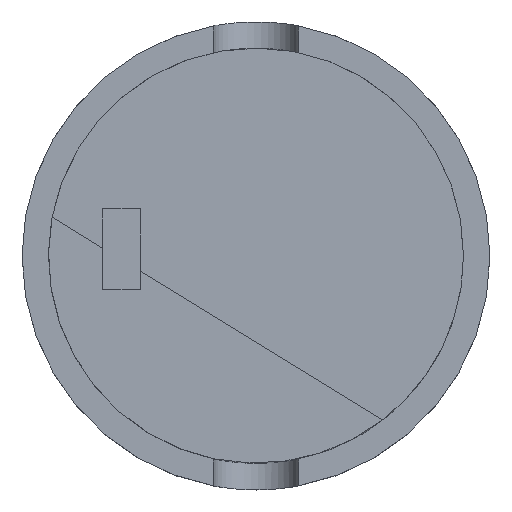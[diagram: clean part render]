
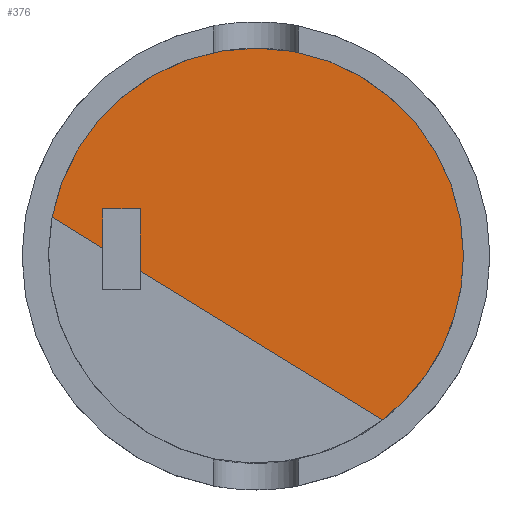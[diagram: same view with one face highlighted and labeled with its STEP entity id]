
A CAD part, top view. The second image highlights one B-rep face of the part: STEP entity #376.
In plain terms, the highlighted planar face has unit normal (0, 0, 1).
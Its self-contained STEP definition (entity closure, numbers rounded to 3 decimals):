
#203=CARTESIAN_POINT('',(48.502,0.,54.783));
#204=VERTEX_POINT('',#203);
#211=CARTESIAN_POINT('',(29.617,-38.41,54.783));
#212=VERTEX_POINT('',#211);
#213=CARTESIAN_POINT('',(0.,0.,54.783));
#214=DIRECTION('',(1.,0.,0.));
#215=DIRECTION('',(-0.,0.,-1.));
#216=AXIS2_PLACEMENT_3D('',#213,#215,#214);
#217=CIRCLE('',#216,48.502);
#218=EDGE_CURVE('',#204,#212,#217,.T.);
#220=CARTESIAN_POINT('',(-47.663,8.986,54.783));
#221=VERTEX_POINT('',#220);
#229=CARTESIAN_POINT('',(0.,0.,54.783));
#230=DIRECTION('',(-0.983,0.185,0.));
#231=DIRECTION('',(0.,0.,-1.));
#232=AXIS2_PLACEMENT_3D('',#229,#231,#230);
#233=CIRCLE('',#232,48.502);
#234=EDGE_CURVE('',#221,#204,#233,.T.);
#302=CARTESIAN_POINT('',(-27.09,-3.631,54.783));
#303=VERTEX_POINT('',#302);
#304=CARTESIAN_POINT('',(-27.09,-3.631,54.783));
#305=DIRECTION('',(0.852,-0.523,0.));
#306=VECTOR('',#305,66.523);
#307=LINE('',#304,#306);
#308=EDGE_CURVE('',#303,#212,#307,.T.);
#326=CARTESIAN_POINT('',(-35.786,1.702,54.783));
#327=VERTEX_POINT('',#326);
#334=CARTESIAN_POINT('',(-47.663,8.986,54.783));
#335=DIRECTION('',(0.852,-0.523,0.));
#336=VECTOR('',#335,13.933);
#337=LINE('',#334,#336);
#338=EDGE_CURVE('',#221,#327,#337,.T.);
#343=CARTESIAN_POINT('',(-2.766,12.879,54.783));
#344=DIRECTION('',(1.,0.,0.));
#345=DIRECTION('',(0.,0.,1.));
#346=AXIS2_PLACEMENT_3D('',#343,#345,#344);
#347=PLANE('',#346);
#348=ORIENTED_EDGE('',*,*,#234,.F.);
#349=ORIENTED_EDGE('',*,*,#338,.T.);
#350=CARTESIAN_POINT('',(-35.786,10.925,54.783));
#351=VERTEX_POINT('',#350);
#352=CARTESIAN_POINT('',(-35.786,10.925,54.783));
#353=DIRECTION('',(0.,-1.,0.));
#354=VECTOR('',#353,9.223);
#355=LINE('',#352,#354);
#356=EDGE_CURVE('',#351,#327,#355,.T.);
#357=ORIENTED_EDGE('E28',*,*,#356,.F.);
#358=CARTESIAN_POINT('',(-27.09,10.925,54.783));
#359=VERTEX_POINT('',#358);
#360=CARTESIAN_POINT('',(-27.09,10.925,54.783));
#361=DIRECTION('',(-1.,0.,0.));
#362=VECTOR('',#361,8.696);
#363=LINE('',#360,#362);
#364=EDGE_CURVE('',#359,#351,#363,.T.);
#365=ORIENTED_EDGE('E27',*,*,#364,.F.);
#366=CARTESIAN_POINT('',(-27.09,-3.631,54.783));
#367=DIRECTION('',(0.,1.,0.));
#368=VECTOR('',#367,14.556);
#369=LINE('',#366,#368);
#370=EDGE_CURVE('',#303,#359,#369,.T.);
#371=ORIENTED_EDGE('E39',*,*,#370,.F.);
#372=ORIENTED_EDGE('E39',*,*,#308,.T.);
#373=ORIENTED_EDGE('E39',*,*,#218,.F.);
#374=EDGE_LOOP('',(#348,#349,#357,#365,#371,#372,#373));
#375=FACE_OUTER_BOUND('',#374,.T.);
#376=ADVANCED_FACE('F19',(#375),#347,.T.);
